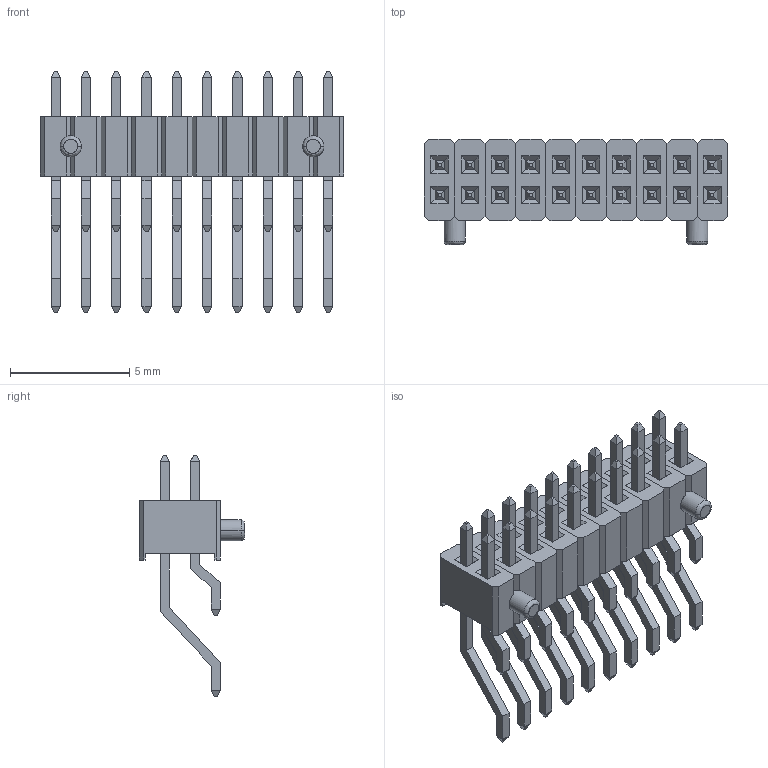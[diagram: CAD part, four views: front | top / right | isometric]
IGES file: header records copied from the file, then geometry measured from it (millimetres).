
Start section: SolidWorks IGES file using analytic representation for surfaces
Global section: file name: TSHSCM-5 Horizontal.IGS; native system: SolidWorks 2014; preprocessor: SolidWorks 2014; author: ewilson; date: 140807.120525; units: inch
Bounding box: 12.7 x 4.42 x 10.12 mm (x, y, z)
Surface area: 640 mm2 (no closed solid volume)
Topology: 0 solids, 0 shells, 678 faces, 3256 edges, 3256 vertices
Faces by surface type: bspline 674, revolution 4
